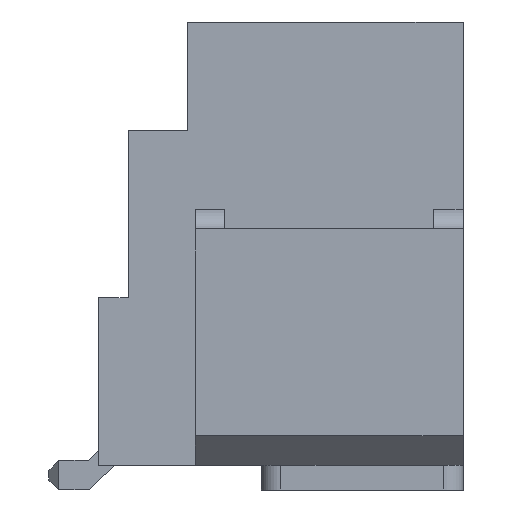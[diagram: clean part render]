
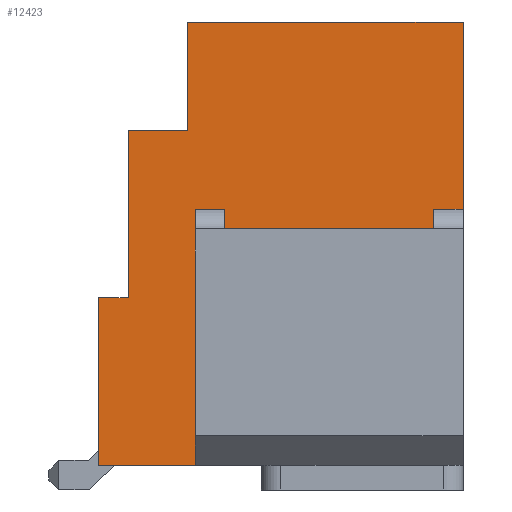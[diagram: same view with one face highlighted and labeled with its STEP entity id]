
A CAD part, left-side view. The second image highlights one B-rep face of the part: STEP entity #12423.
In plain terms, the highlighted face is planar.
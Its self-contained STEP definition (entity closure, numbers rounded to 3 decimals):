
#1660=ORIENTED_EDGE('',*,*,#3839,.T.);
#1661=ORIENTED_EDGE('',*,*,#4080,.T.);
#1662=ORIENTED_EDGE('',*,*,#4462,.F.);
#1663=ORIENTED_EDGE('',*,*,#4469,.F.);
#1664=ORIENTED_EDGE('',*,*,#4025,.F.);
#1665=ORIENTED_EDGE('',*,*,#4022,.F.);
#1666=ORIENTED_EDGE('',*,*,#4018,.F.);
#1667=ORIENTED_EDGE('',*,*,#4016,.F.);
#1668=ORIENTED_EDGE('',*,*,#4454,.F.);
#1669=ORIENTED_EDGE('',*,*,#4451,.F.);
#1670=ORIENTED_EDGE('',*,*,#4468,.T.);
#1671=ORIENTED_EDGE('',*,*,#4086,.T.);
#1672=ORIENTED_EDGE('',*,*,#3847,.F.);
#1673=ORIENTED_EDGE('',*,*,#3849,.T.);
#3839=EDGE_CURVE('',#5607,#5606,#6794,.T.);
#3847=EDGE_CURVE('',#5612,#5613,#6802,.T.);
#3849=EDGE_CURVE('',#5612,#5607,#6803,.T.);
#4016=EDGE_CURVE('',#5754,#5755,#6970,.T.);
#4018=EDGE_CURVE('',#5755,#5756,#6972,.T.);
#4022=EDGE_CURVE('',#5756,#5757,#6976,.T.);
#4025=EDGE_CURVE('',#5757,#5759,#6979,.T.);
#4080=EDGE_CURVE('',#5606,#5791,#7030,.T.);
#4086=EDGE_CURVE('',#5793,#5613,#7034,.T.);
#4451=EDGE_CURVE('',#5977,#5978,#7399,.T.);
#4454=EDGE_CURVE('',#5978,#5754,#7402,.T.);
#4462=EDGE_CURVE('',#5981,#5791,#7410,.T.);
#4468=EDGE_CURVE('',#5977,#5793,#7416,.T.);
#4469=EDGE_CURVE('',#5759,#5981,#7417,.T.);
#5606=VERTEX_POINT('',#17220);
#5607=VERTEX_POINT('',#17222);
#5612=VERTEX_POINT('',#17236);
#5613=VERTEX_POINT('',#17238);
#5754=VERTEX_POINT('',#17575);
#5755=VERTEX_POINT('',#17577);
#5756=VERTEX_POINT('',#17581);
#5757=VERTEX_POINT('',#17585);
#5759=VERTEX_POINT('',#17591);
#5791=VERTEX_POINT('',#17704);
#5793=VERTEX_POINT('',#17714);
#5977=VERTEX_POINT('',#18420);
#5978=VERTEX_POINT('',#18422);
#5981=VERTEX_POINT('',#18437);
#6794=LINE('',#17221,#8552);
#6802=LINE('',#17237,#8560);
#6803=LINE('',#17241,#8561);
#6970=LINE('',#17576,#8728);
#6972=LINE('',#17580,#8730);
#6976=LINE('',#17587,#8734);
#6979=LINE('',#17593,#8737);
#7030=LINE('',#17705,#8788);
#7034=LINE('',#17717,#8792);
#7399=LINE('',#18421,#9157);
#7402=LINE('',#18426,#9160);
#7410=LINE('',#18438,#9168);
#7416=LINE('',#18447,#9174);
#7417=LINE('',#18450,#9175);
#8552=VECTOR('',#13964,1000.);
#8560=VECTOR('',#13976,1000.);
#8561=VECTOR('',#13981,1000.);
#8728=VECTOR('',#14202,1000.);
#8730=VECTOR('',#14206,1000.);
#8734=VECTOR('',#14212,1000.);
#8737=VECTOR('',#14217,1000.);
#8788=VECTOR('',#14326,1000.);
#8792=VECTOR('',#14340,1000.);
#9157=VECTOR('',#15017,1000.);
#9160=VECTOR('',#15022,1000.);
#9168=VECTOR('',#15032,1000.);
#9174=VECTOR('',#15044,1000.);
#9175=VECTOR('',#15049,1000.);
#10429=EDGE_LOOP('',(#1660,#1661,#1662,#1663,#1664,#1665,#1666,#1667,#1668,
#1669,#1670,#1671,#1672,#1673));
#11119=FACE_BOUND('',#10429,.T.);
#11775=PLANE('',#13260);
#12423=ADVANCED_FACE('',(#11119),#11775,.F.);
#13260=AXIS2_PLACEMENT_3D('',#18449,#15047,#15048);
#13964=DIRECTION('',(0.,0.,1.));
#13976=DIRECTION('',(0.,0.,1.));
#13981=DIRECTION('',(0.,1.,0.));
#14202=DIRECTION('',(0.,1.,0.));
#14206=DIRECTION('',(0.,0.,1.));
#14212=DIRECTION('',(0.,1.,0.));
#14217=DIRECTION('',(0.,0.,1.));
#14326=DIRECTION('',(0.,1.,0.));
#14340=DIRECTION('',(0.,1.,0.));
#15017=DIRECTION('',(0.,-1.,0.));
#15022=DIRECTION('',(0.,0.,1.));
#15032=DIRECTION('',(0.,0.,-1.));
#15044=DIRECTION('',(0.,0.,1.));
#15047=DIRECTION('',(-1.,0.,0.));
#15048=DIRECTION('',(0.,0.,1.));
#15049=DIRECTION('',(0.,1.,0.));
#17220=CARTESIAN_POINT('',(10.25,1.55,0.35));
#17221=CARTESIAN_POINT('',(10.25,1.55,-0.15));
#17222=CARTESIAN_POINT('',(10.25,1.55,-0.15));
#17236=CARTESIAN_POINT('',(10.25,-0.57,-0.15));
#17237=CARTESIAN_POINT('',(10.25,-0.57,-0.15));
#17238=CARTESIAN_POINT('',(10.25,-0.57,0.35));
#17241=CARTESIAN_POINT('',(10.25,-0.57,-0.15));
#17575=CARTESIAN_POINT('',(10.25,-1.85,-0.55));
#17576=CARTESIAN_POINT('',(10.25,-1.85,-0.55));
#17577=CARTESIAN_POINT('',(10.25,-1.55,-0.55));
#17580=CARTESIAN_POINT('',(10.25,-1.55,-0.55));
#17581=CARTESIAN_POINT('',(10.25,-1.55,1.15));
#17585=CARTESIAN_POINT('',(10.25,-0.95,1.15));
#17587=CARTESIAN_POINT('',(10.25,-1.55,1.15));
#17591=CARTESIAN_POINT('',(10.25,-0.95,2.25));
#17593=CARTESIAN_POINT('',(10.25,-0.95,1.15));
#17704=CARTESIAN_POINT('',(10.25,1.85,0.35));
#17705=CARTESIAN_POINT('',(10.25,0.,0.35));
#17714=CARTESIAN_POINT('',(10.25,-0.87,0.35));
#17717=CARTESIAN_POINT('',(10.25,0.,0.35));
#18420=CARTESIAN_POINT('',(10.25,-0.87,-2.25));
#18421=CARTESIAN_POINT('',(10.25,1.85,-2.25));
#18422=CARTESIAN_POINT('',(10.25,-1.85,-2.25));
#18426=CARTESIAN_POINT('',(10.25,-1.85,-2.25));
#18437=CARTESIAN_POINT('',(10.25,1.85,2.25));
#18438=CARTESIAN_POINT('',(10.25,1.85,2.25));
#18447=CARTESIAN_POINT('',(10.25,-0.87,-2.25));
#18449=CARTESIAN_POINT('',(10.25,0.,0.));
#18450=CARTESIAN_POINT('',(10.25,-1.85,2.25));
